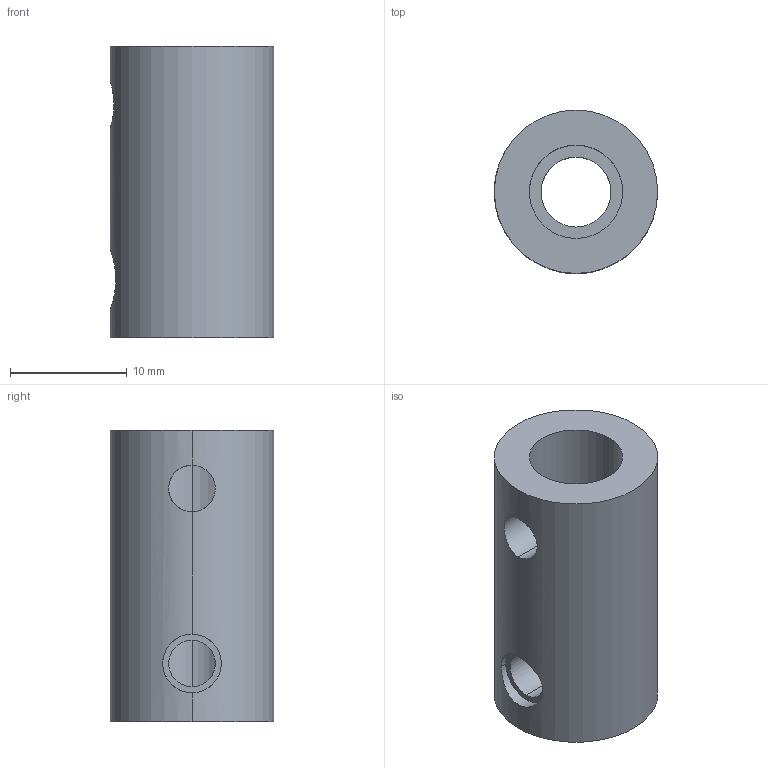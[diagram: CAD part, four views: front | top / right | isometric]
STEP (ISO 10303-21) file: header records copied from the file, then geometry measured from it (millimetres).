
FILE_DESCRIPTION (( 'STEP AP203' ), '1' );
FILE_NAME ('coupler_Default_sldprt.STEP', '2025-12-16T22:47:54', ( '' ), ( '' ), 'SwSTEP 2.0', 'SolidWorks 2025', '' );
FILE_SCHEMA (( 'CONFIG_CONTROL_DESIGN' ));
Length unit declared in the file: millimetre
Products named in the file (1): coupler_Default_sldprt
Bounding box: 14 x 14 x 25 mm (x, y, z)
Volume: 2759.8 mm3; surface area: 1945.4 mm2
Topology: 1 solids, 1 shells, 16 faces, 42 edges, 26 vertices
Faces by surface type: cylinder 12, plane 4
Entity records: 801 total; most frequent: CARTESIAN_POINT 323, ORIENTED_EDGE 84, DIRECTION 82, EDGE_CURVE 42, AXIS2_PLACEMENT_3D 33, VERTEX_POINT 26, EDGE_LOOP 20, FACE_OUTER_BOUND 16
